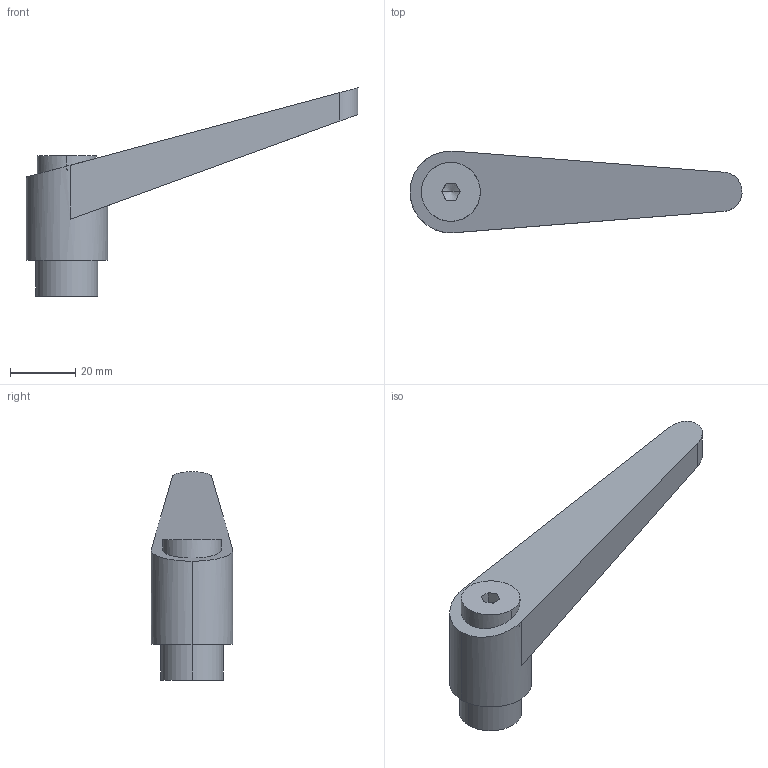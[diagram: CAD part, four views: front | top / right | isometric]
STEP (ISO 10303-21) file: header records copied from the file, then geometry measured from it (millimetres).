
FILE_DESCRIPTION(('STEP AP214'),'1');
FILE_NAME(' ',' ',('TraceParts'),('TraceParts S.A.'),'XStep 1.0',' ',' ');
FILE_SCHEMA(('automotive_design'));
Length unit declared in the file: millimetre
Products named in the file (1): 1
Bounding box: 101.49 x 25 x 63.72 mm (x, y, z)
Volume: 19853.9 mm3; surface area: 11404.2 mm2
Topology: 1 solids, 1 shells, 39 faces, 95 edges, 61 vertices
Faces by surface type: plane 22, cylinder 11, cone 6
Entity records: 2212 total; most frequent: CARTESIAN_POINT 212, DIRECTION 194, STYLED_ITEM 192, PRESENTATION_STYLE_ASSIGNMENT 192, COLOUR_RGB 192, ORIENTED_EDGE 182, EDGE_CURVE 91, CURVE_STYLE 91
